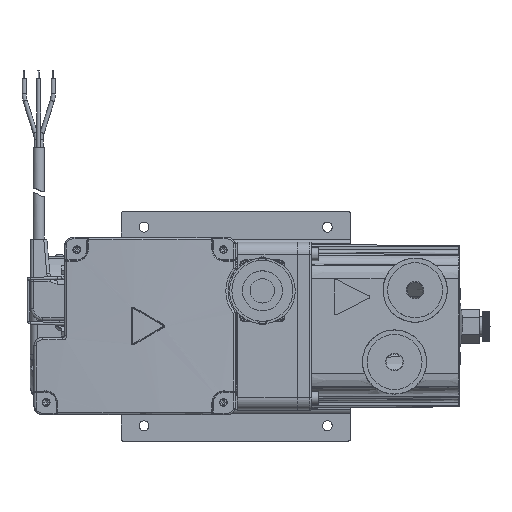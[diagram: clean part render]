
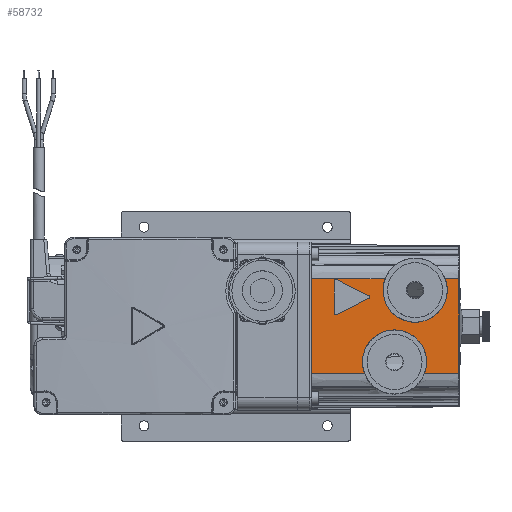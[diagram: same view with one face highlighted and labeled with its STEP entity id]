
A CAD part, top view. The second image highlights one B-rep face of the part: STEP entity #58732.
In plain terms, the highlighted planar face has unit normal (0.009, 0, 1).
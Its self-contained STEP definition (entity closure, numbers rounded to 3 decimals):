
#57477=CARTESIAN_POINT('',(70.262,19.0,131.166));
#57478=VERTEX_POINT('',#57477);
#57485=CARTESIAN_POINT('',(69.71,19.894,131.171));
#57486=VERTEX_POINT('',#57485);
#57487=CARTESIAN_POINT('',(69.263,19.,131.175));
#57488=DIRECTION('',(0.009,0.,1.));
#57489=DIRECTION('',(1.,0.,-0.009));
#57490=AXIS2_PLACEMENT_3D('',#57487,#57488,#57489);
#57491=CIRCLE('',#57490,1.);
#57492=EDGE_CURVE('',#57478,#57486,#57491,.T.);
#57508=CARTESIAN_POINT('',(119.615,31.,130.735));
#57509=VERTEX_POINT('',#57508);
#57510=CARTESIAN_POINT('',(80.385,31.,131.078));
#57511=VERTEX_POINT('',#57510);
#57512=CARTESIAN_POINT('',(100.,23.5,130.907));
#57513=DIRECTION('',(-0.009,0.,-1.));
#57514=DIRECTION('',(-1.,0.,0.009));
#57515=AXIS2_PLACEMENT_3D('',#57512,#57513,#57514);
#57516=ELLIPSE('',#57515,21.001,21.);
#57517=EDGE_CURVE('',#57509,#57511,#57516,.T.);
#57719=CARTESIAN_POINT('',(106.115,-31.,130.853));
#57720=VERTEX_POINT('',#57719);
#57732=CARTESIAN_POINT('',(86.5,-2.5,131.024));
#57733=VERTEX_POINT('',#57732);
#57734=CARTESIAN_POINT('',(86.5,-23.5,131.024));
#57735=DIRECTION('',(-0.009,0.,-1.));
#57736=DIRECTION('',(-1.,0.,0.009));
#57737=AXIS2_PLACEMENT_3D('',#57734,#57735,#57736);
#57738=ELLIPSE('',#57737,21.001,21.);
#57739=EDGE_CURVE('',#57733,#57720,#57738,.T.);
#57741=CARTESIAN_POINT('',(66.885,-31.,131.196));
#57742=VERTEX_POINT('',#57741);
#57743=CARTESIAN_POINT('',(86.5,-23.5,131.024));
#57744=DIRECTION('',(-0.009,0.,-1.));
#57745=DIRECTION('',(-1.,0.,0.009));
#57746=AXIS2_PLACEMENT_3D('',#57743,#57744,#57745);
#57747=ELLIPSE('',#57746,21.001,21.);
#57748=EDGE_CURVE('',#57742,#57733,#57747,.T.);
#58549=CARTESIAN_POINT('',(69.71,18.106,131.171));
#58550=VERTEX_POINT('',#58549);
#58557=CARTESIAN_POINT('',(69.263,19.,131.175));
#58558=DIRECTION('',(0.009,0.,1.));
#58559=DIRECTION('',(0.447,-0.894,-0.004));
#58560=AXIS2_PLACEMENT_3D('',#58557,#58558,#58559);
#58561=CIRCLE('',#58560,1.);
#58562=EDGE_CURVE('',#58550,#57478,#58561,.T.);
#58581=CARTESIAN_POINT('',(48.447,30.526,131.356));
#58582=VERTEX_POINT('',#58581);
#58583=CARTESIAN_POINT('',(69.71,19.894,131.171));
#58584=DIRECTION('',(-0.894,0.447,0.008));
#58585=VECTOR('',#58584,23.774);
#58586=LINE('',#58583,#58585);
#58587=EDGE_CURVE('',#57486,#58582,#58586,.T.);
#58641=CARTESIAN_POINT('',(32.0,-31.0,131.5));
#58642=DIRECTION('',(0.009,0.0,1.));
#58643=DIRECTION('',(1.,0.0,-0.009));
#58644=AXIS2_PLACEMENT_3D('',#58641,#58642,#58643);
#58645=PLANE('',#58644);
#58646=CARTESIAN_POINT('',(32.0,31.0,131.5));
#58647=VERTEX_POINT('',#58646);
#58648=CARTESIAN_POINT('',(80.385,31.0,131.078));
#58649=DIRECTION('',(-1.,0.0,0.009));
#58650=VECTOR('',#58649,48.387);
#58651=LINE('',#58648,#58650);
#58652=EDGE_CURVE('',#57511,#58647,#58651,.T.);
#58653=ORIENTED_EDGE('',*,*,#58652,.T.);
#58654=CARTESIAN_POINT('',(32.0,-31.0,131.5));
#58655=VERTEX_POINT('',#58654);
#58656=CARTESIAN_POINT('',(32.0,31.0,131.5));
#58657=DIRECTION('',(0.0,-1.0,0.0));
#58658=VECTOR('',#58657,62.0);
#58659=LINE('',#58656,#58658);
#58660=EDGE_CURVE('',#58647,#58655,#58659,.T.);
#58661=ORIENTED_EDGE('',*,*,#58660,.T.);
#58662=CARTESIAN_POINT('',(32.0,-31.0,131.5));
#58663=DIRECTION('',(1.,0.0,-0.009));
#58664=VECTOR('',#58663,34.886);
#58665=LINE('',#58662,#58664);
#58666=EDGE_CURVE('',#58655,#57742,#58665,.T.);
#58667=ORIENTED_EDGE('',*,*,#58666,.T.);
#58668=ORIENTED_EDGE('',*,*,#57748,.T.);
#58669=ORIENTED_EDGE('',*,*,#57739,.T.);
#58670=CARTESIAN_POINT('',(128.504,-31.,130.658));
#58671=VERTEX_POINT('',#58670);
#58672=CARTESIAN_POINT('',(106.115,-31.0,130.853));
#58673=DIRECTION('',(1.,0.0,-0.009));
#58674=VECTOR('',#58673,22.39);
#58675=LINE('',#58672,#58674);
#58676=EDGE_CURVE('',#57720,#58671,#58675,.T.);
#58677=ORIENTED_EDGE('',*,*,#58676,.T.);
#58678=CARTESIAN_POINT('',(128.504,31.0,130.658));
#58679=VERTEX_POINT('',#58678);
#58680=CARTESIAN_POINT('',(128.504,-31.,130.658));
#58681=DIRECTION('',(0.0,1.0,0.0));
#58682=VECTOR('',#58681,62.);
#58683=LINE('',#58680,#58682);
#58684=EDGE_CURVE('',#58671,#58679,#58683,.T.);
#58685=ORIENTED_EDGE('',*,*,#58684,.T.);
#58686=CARTESIAN_POINT('',(128.504,31.0,130.658));
#58687=DIRECTION('',(-1.,0.0,0.009));
#58688=VECTOR('',#58687,8.89);
#58689=LINE('',#58686,#58688);
#58690=EDGE_CURVE('',#58679,#57509,#58689,.T.);
#58691=ORIENTED_EDGE('',*,*,#58690,.T.);
#58692=ORIENTED_EDGE('',*,*,#57517,.T.);
#58693=EDGE_LOOP('',(#58653,#58661,#58667,#58668,#58669,#58677,#58685,#58691,#58692));
#58694=FACE_OUTER_BOUND('',#58693,.T.);
#58695=CARTESIAN_POINT('',(46.999,8.368,131.369));
#58696=VERTEX_POINT('',#58695);
#58697=CARTESIAN_POINT('',(46.999,29.632,131.369));
#58698=VERTEX_POINT('',#58697);
#58699=CARTESIAN_POINT('',(46.999,8.368,131.369));
#58700=DIRECTION('',(0.0,1.0,0.0));
#58701=VECTOR('',#58700,21.264);
#58702=LINE('',#58699,#58701);
#58703=EDGE_CURVE('',#58696,#58698,#58702,.T.);
#58704=ORIENTED_EDGE('',*,*,#58703,.T.);
#58705=CARTESIAN_POINT('',(47.999,29.632,131.36));
#58706=DIRECTION('',(-0.009,0.,-1.));
#58707=DIRECTION('',(-1.,0.,0.009));
#58708=AXIS2_PLACEMENT_3D('',#58705,#58706,#58707);
#58709=CIRCLE('',#58708,1.0);
#58710=EDGE_CURVE('',#58698,#58582,#58709,.T.);
#58711=ORIENTED_EDGE('',*,*,#58710,.T.);
#58712=ORIENTED_EDGE('',*,*,#58587,.F.);
#58713=ORIENTED_EDGE('',*,*,#57492,.F.);
#58714=ORIENTED_EDGE('',*,*,#58562,.F.);
#58715=CARTESIAN_POINT('',(48.447,7.474,131.356));
#58716=VERTEX_POINT('',#58715);
#58717=CARTESIAN_POINT('',(69.71,18.106,131.171));
#58718=DIRECTION('',(-0.894,-0.447,0.008));
#58719=VECTOR('',#58718,23.774);
#58720=LINE('',#58717,#58719);
#58721=EDGE_CURVE('',#58550,#58716,#58720,.T.);
#58722=ORIENTED_EDGE('',*,*,#58721,.T.);
#58723=CARTESIAN_POINT('',(47.999,8.368,131.36));
#58724=DIRECTION('',(-0.009,0.,-1.));
#58725=DIRECTION('',(0.447,-0.894,-0.004));
#58726=AXIS2_PLACEMENT_3D('',#58723,#58724,#58725);
#58727=CIRCLE('',#58726,1.0);
#58728=EDGE_CURVE('',#58716,#58696,#58727,.T.);
#58729=ORIENTED_EDGE('',*,*,#58728,.T.);
#58730=EDGE_LOOP('',(#58704,#58711,#58712,#58713,#58714,#58722,#58729));
#58731=FACE_BOUND('',#58730,.T.);
#58732=ADVANCED_FACE('',(#58694,#58731),#58645,.T.);
